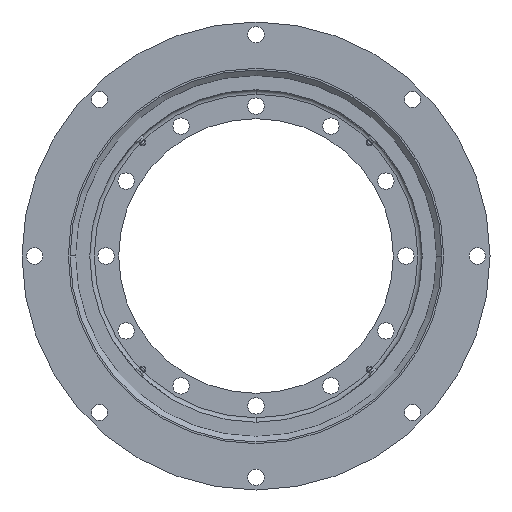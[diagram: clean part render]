
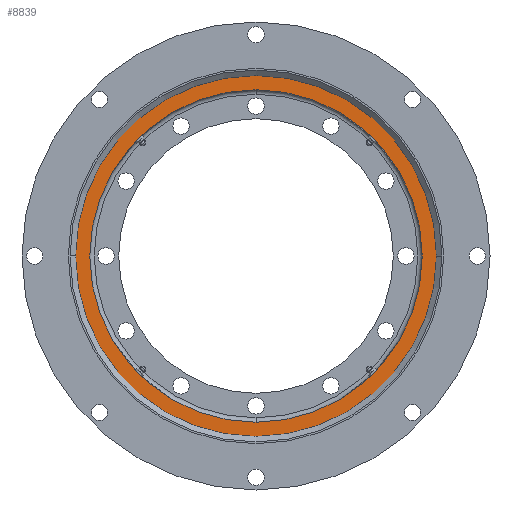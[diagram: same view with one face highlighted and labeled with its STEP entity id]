
A CAD part, front view. The second image highlights one B-rep face of the part: STEP entity #8839.
In plain terms, the highlighted planar face has unit normal (0, -1, 0).
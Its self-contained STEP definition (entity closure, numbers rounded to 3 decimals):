
#94 = CARTESIAN_POINT ( 'NONE',  ( 0., -18., 0. ) ) ;
#414 = EDGE_CURVE ( 'NONE', #7590, #4150, #9169, .T. ) ;
#498 = EDGE_LOOP ( 'NONE', ( #3866, #3884 ) ) ;
#521 = CIRCLE ( 'NONE', #1379, 184. ) ;
#913 = DIRECTION ( 'NONE',  ( 0., 0., 1. ) ) ;
#1058 = DIRECTION ( 'NONE',  ( 0., 1., 0. ) ) ;
#1379 = AXIS2_PLACEMENT_3D ( 'NONE', #5820, #6344, #6248 ) ;
#1399 = VERTEX_POINT ( 'NONE', #6954 ) ;
#1459 = CARTESIAN_POINT ( 'NONE',  ( 0., -18., 0. ) ) ;
#1516 = AXIS2_PLACEMENT_3D ( 'NONE', #1459, #1058, #913 ) ;
#1715 = CARTESIAN_POINT ( 'NONE',  ( 0., -18., 203.25 ) ) ;
#2196 = AXIS2_PLACEMENT_3D ( 'NONE', #4655, #5215, #4443 ) ;
#2398 = CIRCLE ( 'NONE', #9437, 184. ) ;
#2912 = EDGE_CURVE ( 'NONE', #1399, #5306, #521, .T. ) ;
#3054 = AXIS2_PLACEMENT_3D ( 'NONE', #94, #9420, #6260 ) ;
#3565 = EDGE_LOOP ( 'NONE', ( #4101, #3632 ) ) ;
#3632 = ORIENTED_EDGE ( 'NONE', *, *, #414, .F. ) ;
#3866 = ORIENTED_EDGE ( 'NONE', *, *, #7331, .T. ) ;
#3884 = ORIENTED_EDGE ( 'NONE', *, *, #2912, .T. ) ;
#4101 = ORIENTED_EDGE ( 'NONE', *, *, #5932, .F. ) ;
#4150 = VERTEX_POINT ( 'NONE', #1715 ) ;
#4443 = DIRECTION ( 'NONE',  ( 0., 0., 1. ) ) ;
#4574 = PLANE ( 'NONE',  #2196 ) ;
#4655 = CARTESIAN_POINT ( 'NONE',  ( 0., -18., 152. ) ) ;
#5215 = DIRECTION ( 'NONE',  ( 0., 1., 0. ) ) ;
#5306 = VERTEX_POINT ( 'NONE', #5529 ) ;
#5529 = CARTESIAN_POINT ( 'NONE',  ( 0., -18., 184. ) ) ;
#5820 = CARTESIAN_POINT ( 'NONE',  ( 0., -18., 0. ) ) ;
#5932 = EDGE_CURVE ( 'NONE', #4150, #7590, #6873, .T. ) ;
#6248 = DIRECTION ( 'NONE',  ( 0., 0., 1. ) ) ;
#6260 = DIRECTION ( 'NONE',  ( 0., 0., 1. ) ) ;
#6344 = DIRECTION ( 'NONE',  ( 0., 1., 0. ) ) ;
#6873 = CIRCLE ( 'NONE', #1516, 203.25 ) ;
#6954 = CARTESIAN_POINT ( 'NONE',  ( 0., -18., -184. ) ) ;
#7331 = EDGE_CURVE ( 'NONE', #5306, #1399, #2398, .T. ) ;
#7590 = VERTEX_POINT ( 'NONE', #8501 ) ;
#8318 = FACE_BOUND ( 'NONE', #498, .T. ) ;
#8501 = CARTESIAN_POINT ( 'NONE',  ( 0., -18., -203.25 ) ) ;
#8545 = FACE_OUTER_BOUND ( 'NONE', #3565, .T. ) ;
#8718 = DIRECTION ( 'NONE',  ( 0., 1., 0. ) ) ;
#8839 = ADVANCED_FACE ( 'NONE', ( #8318, #8545 ), #4574, .F. ) ;
#9167 = CARTESIAN_POINT ( 'NONE',  ( 0., -18., 0. ) ) ;
#9169 = CIRCLE ( 'NONE', #3054, 203.25 ) ;
#9366 = DIRECTION ( 'NONE',  ( 0., 0., 1. ) ) ;
#9420 = DIRECTION ( 'NONE',  ( 0., 1., 0. ) ) ;
#9437 = AXIS2_PLACEMENT_3D ( 'NONE', #9167, #8718, #9366 ) ;
